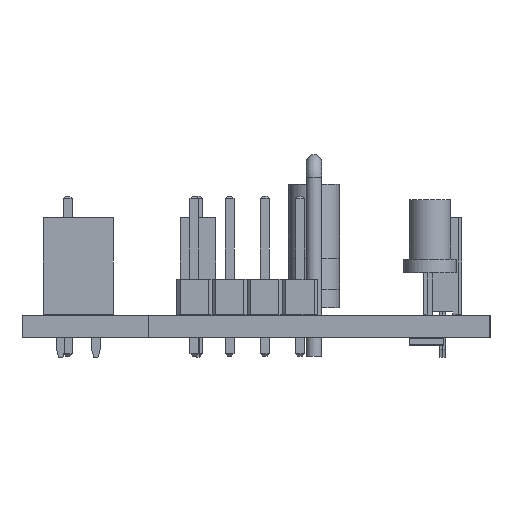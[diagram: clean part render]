
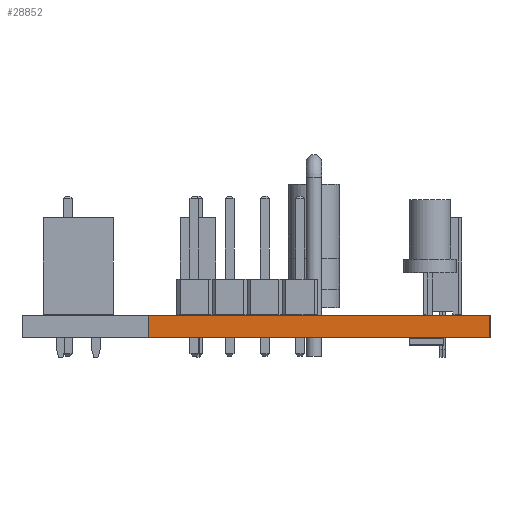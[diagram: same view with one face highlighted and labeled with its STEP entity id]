
A CAD part, left-side view. The second image highlights one B-rep face of the part: STEP entity #28852.
In plain terms, the highlighted planar face has unit normal (-1, 0, 0).
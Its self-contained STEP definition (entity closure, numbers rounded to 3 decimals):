
#22165 = PLANE('',#22166);
#22166 = AXIS2_PLACEMENT_3D('',#22167,#22168,#22169);
#22167 = CARTESIAN_POINT('',(186.826,-83.299,1.6));
#22168 = DIRECTION('',(-0.,-0.,-1.));
#22169 = DIRECTION('',(-1.,0.,0.));
#22219 = PLANE('',#22220);
#22220 = AXIS2_PLACEMENT_3D('',#22221,#22222,#22223);
#22221 = CARTESIAN_POINT('',(186.826,-83.299,0.));
#22222 = DIRECTION('',(-0.,-0.,-1.));
#22223 = DIRECTION('',(-1.,0.,0.));
#22412 = VERTEX_POINT('',#22413);
#22413 = CARTESIAN_POINT('',(139.446,-99.314,0.));
#22427 = PLANE('',#22428);
#22428 = AXIS2_PLACEMENT_3D('',#22429,#22430,#22431);
#22429 = CARTESIAN_POINT('',(234.188,-99.314,0.));
#22430 = DIRECTION('',(0.,-1.,0.));
#22431 = DIRECTION('',(-1.,0.,0.));
#22439 = EDGE_CURVE('',#22412,#22440,#22442,.T.);
#22440 = VERTEX_POINT('',#22441);
#22441 = CARTESIAN_POINT('',(139.446,-74.676,0.));
#22442 = SURFACE_CURVE('',#22443,(#22447,#22454),.PCURVE_S1.);
#22443 = LINE('',#22444,#22445);
#22444 = CARTESIAN_POINT('',(139.446,-99.314,0.));
#22445 = VECTOR('',#22446,1.);
#22446 = DIRECTION('',(0.,1.,0.));
#22447 = PCURVE('',#22219,#22448);
#22448 = DEFINITIONAL_REPRESENTATION('',(#22449),#22453);
#22449 = LINE('',#22450,#22451);
#22450 = CARTESIAN_POINT('',(47.38,-16.015));
#22451 = VECTOR('',#22452,1.);
#22452 = DIRECTION('',(0.,1.));
#22453 = ( GEOMETRIC_REPRESENTATION_CONTEXT(2) 
PARAMETRIC_REPRESENTATION_CONTEXT() REPRESENTATION_CONTEXT('2D SPACE',''
  ) );
#22454 = PCURVE('',#22455,#22460);
#22455 = PLANE('',#22456);
#22456 = AXIS2_PLACEMENT_3D('',#22457,#22458,#22459);
#22457 = CARTESIAN_POINT('',(139.446,-99.314,0.));
#22458 = DIRECTION('',(-1.,0.,0.));
#22459 = DIRECTION('',(0.,1.,0.));
#22460 = DEFINITIONAL_REPRESENTATION('',(#22461),#22465);
#22461 = LINE('',#22462,#22463);
#22462 = CARTESIAN_POINT('',(0.,0.));
#22463 = VECTOR('',#22464,1.);
#22464 = DIRECTION('',(1.,0.));
#22465 = ( GEOMETRIC_REPRESENTATION_CONTEXT(2) 
PARAMETRIC_REPRESENTATION_CONTEXT() REPRESENTATION_CONTEXT('2D SPACE',''
  ) );
#22483 = PLANE('',#22484);
#22484 = AXIS2_PLACEMENT_3D('',#22485,#22486,#22487);
#22485 = CARTESIAN_POINT('',(139.446,-74.676,0.));
#22486 = DIRECTION('',(0.,1.,0.));
#22487 = DIRECTION('',(1.,0.,0.));
#25822 = VERTEX_POINT('',#25823);
#25823 = CARTESIAN_POINT('',(139.446,-99.314,1.6));
#25844 = EDGE_CURVE('',#25822,#25845,#25847,.T.);
#25845 = VERTEX_POINT('',#25846);
#25846 = CARTESIAN_POINT('',(139.446,-74.676,1.6));
#25847 = SURFACE_CURVE('',#25848,(#25852,#25859),.PCURVE_S1.);
#25848 = LINE('',#25849,#25850);
#25849 = CARTESIAN_POINT('',(139.446,-99.314,1.6));
#25850 = VECTOR('',#25851,1.);
#25851 = DIRECTION('',(0.,1.,0.));
#25852 = PCURVE('',#22165,#25853);
#25853 = DEFINITIONAL_REPRESENTATION('',(#25854),#25858);
#25854 = LINE('',#25855,#25856);
#25855 = CARTESIAN_POINT('',(47.38,-16.015));
#25856 = VECTOR('',#25857,1.);
#25857 = DIRECTION('',(0.,1.));
#25858 = ( GEOMETRIC_REPRESENTATION_CONTEXT(2) 
PARAMETRIC_REPRESENTATION_CONTEXT() REPRESENTATION_CONTEXT('2D SPACE',''
  ) );
#25859 = PCURVE('',#22455,#25860);
#25860 = DEFINITIONAL_REPRESENTATION('',(#25861),#25865);
#25861 = LINE('',#25862,#25863);
#25862 = CARTESIAN_POINT('',(0.,-1.6));
#25863 = VECTOR('',#25864,1.);
#25864 = DIRECTION('',(1.,0.));
#25865 = ( GEOMETRIC_REPRESENTATION_CONTEXT(2) 
PARAMETRIC_REPRESENTATION_CONTEXT() REPRESENTATION_CONTEXT('2D SPACE',''
  ) );
#28804 = EDGE_CURVE('',#22412,#25822,#28805,.T.);
#28805 = SURFACE_CURVE('',#28806,(#28810,#28817),.PCURVE_S1.);
#28806 = LINE('',#28807,#28808);
#28807 = CARTESIAN_POINT('',(139.446,-99.314,0.));
#28808 = VECTOR('',#28809,1.);
#28809 = DIRECTION('',(0.,0.,1.));
#28810 = PCURVE('',#22427,#28811);
#28811 = DEFINITIONAL_REPRESENTATION('',(#28812),#28816);
#28812 = LINE('',#28813,#28814);
#28813 = CARTESIAN_POINT('',(94.742,0.));
#28814 = VECTOR('',#28815,1.);
#28815 = DIRECTION('',(0.,-1.));
#28816 = ( GEOMETRIC_REPRESENTATION_CONTEXT(2) 
PARAMETRIC_REPRESENTATION_CONTEXT() REPRESENTATION_CONTEXT('2D SPACE',''
  ) );
#28817 = PCURVE('',#22455,#28818);
#28818 = DEFINITIONAL_REPRESENTATION('',(#28819),#28823);
#28819 = LINE('',#28820,#28821);
#28820 = CARTESIAN_POINT('',(0.,0.));
#28821 = VECTOR('',#28822,1.);
#28822 = DIRECTION('',(0.,-1.));
#28823 = ( GEOMETRIC_REPRESENTATION_CONTEXT(2) 
PARAMETRIC_REPRESENTATION_CONTEXT() REPRESENTATION_CONTEXT('2D SPACE',''
  ) );
#28852 = ADVANCED_FACE('',(#28853),#22455,.T.);
#28853 = FACE_BOUND('',#28854,.T.);
#28854 = EDGE_LOOP('',(#28855,#28856,#28857,#28878));
#28855 = ORIENTED_EDGE('',*,*,#28804,.T.);
#28856 = ORIENTED_EDGE('',*,*,#25844,.T.);
#28857 = ORIENTED_EDGE('',*,*,#28858,.F.);
#28858 = EDGE_CURVE('',#22440,#25845,#28859,.T.);
#28859 = SURFACE_CURVE('',#28860,(#28864,#28871),.PCURVE_S1.);
#28860 = LINE('',#28861,#28862);
#28861 = CARTESIAN_POINT('',(139.446,-74.676,0.));
#28862 = VECTOR('',#28863,1.);
#28863 = DIRECTION('',(0.,0.,1.));
#28864 = PCURVE('',#22455,#28865);
#28865 = DEFINITIONAL_REPRESENTATION('',(#28866),#28870);
#28866 = LINE('',#28867,#28868);
#28867 = CARTESIAN_POINT('',(24.638,0.));
#28868 = VECTOR('',#28869,1.);
#28869 = DIRECTION('',(0.,-1.));
#28870 = ( GEOMETRIC_REPRESENTATION_CONTEXT(2) 
PARAMETRIC_REPRESENTATION_CONTEXT() REPRESENTATION_CONTEXT('2D SPACE',''
  ) );
#28871 = PCURVE('',#22483,#28872);
#28872 = DEFINITIONAL_REPRESENTATION('',(#28873),#28877);
#28873 = LINE('',#28874,#28875);
#28874 = CARTESIAN_POINT('',(0.,0.));
#28875 = VECTOR('',#28876,1.);
#28876 = DIRECTION('',(0.,-1.));
#28877 = ( GEOMETRIC_REPRESENTATION_CONTEXT(2) 
PARAMETRIC_REPRESENTATION_CONTEXT() REPRESENTATION_CONTEXT('2D SPACE',''
  ) );
#28878 = ORIENTED_EDGE('',*,*,#22439,.F.);
